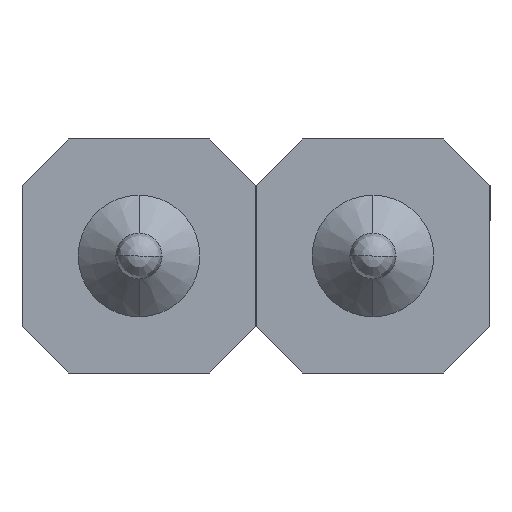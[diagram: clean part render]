
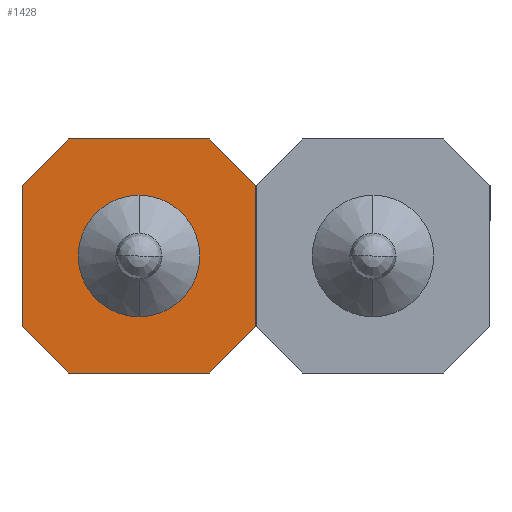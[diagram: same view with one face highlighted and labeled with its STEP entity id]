
A CAD part, front view. The second image highlights one B-rep face of the part: STEP entity #1428.
In plain terms, the highlighted planar face has unit normal (0, -1, 0).
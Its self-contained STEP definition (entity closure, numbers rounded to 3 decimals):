
#69 = EDGE_LOOP ( 'NONE', ( #1191, #1889 ) ) ;
#89 = DIRECTION ( 'NONE',  ( -0.707, 0., 0.707 ) ) ;
#142 = DIRECTION ( 'NONE',  ( 1., 0., 0. ) ) ;
#150 = VERTEX_POINT ( 'NONE', #1531 ) ;
#155 = DIRECTION ( 'NONE',  ( 1., 0., 0. ) ) ;
#162 = LINE ( 'NONE', #316, #785 ) ;
#187 = ORIENTED_EDGE ( 'NONE', *, *, #646, .F. ) ;
#203 = VERTEX_POINT ( 'NONE', #1552 ) ;
#209 = DIRECTION ( 'NONE',  ( 0., -1., 0. ) ) ;
#222 = CARTESIAN_POINT ( 'NONE',  ( 2.54, 4.4, -2.04 ) ) ;
#292 = VECTOR ( 'NONE', #155, 1000. ) ;
#294 = AXIS2_PLACEMENT_3D ( 'NONE', #1870, #519, #657 ) ;
#316 = CARTESIAN_POINT ( 'NONE',  ( 1.27, 4.4, -2.54 ) ) ;
#319 = LINE ( 'NONE', #1761, #1694 ) ;
#325 = CARTESIAN_POINT ( 'NONE',  ( 2.04, 4.4, -2.54 ) ) ;
#375 = LINE ( 'NONE', #1445, #793 ) ;
#380 = VERTEX_POINT ( 'NONE', #1778 ) ;
#387 = VERTEX_POINT ( 'NONE', #446 ) ;
#397 = VERTEX_POINT ( 'NONE', #1667 ) ;
#416 = CIRCLE ( 'NONE', #294, 0.66 ) ;
#437 = LINE ( 'NONE', #640, #292 ) ;
#443 = PLANE ( 'NONE',  #529 ) ;
#446 = CARTESIAN_POINT ( 'NONE',  ( 0., 4.4, -0.5 ) ) ;
#460 = EDGE_CURVE ( 'NONE', #380, #1602, #1951, .T. ) ;
#519 = DIRECTION ( 'NONE',  ( 0., -1., 0. ) ) ;
#529 = AXIS2_PLACEMENT_3D ( 'NONE', #584, #1805, #142 ) ;
#579 = VECTOR ( 'NONE', #643, 1000. ) ;
#584 = CARTESIAN_POINT ( 'NONE',  ( -0.051, 4.4, 0.051 ) ) ;
#621 = LINE ( 'NONE', #1231, #579 ) ;
#631 = CARTESIAN_POINT ( 'NONE',  ( 2.54, 4.4, -1.27 ) ) ;
#640 = CARTESIAN_POINT ( 'NONE',  ( 1.27, 4.4, 0. ) ) ;
#643 = DIRECTION ( 'NONE',  ( 0.707, 0., 0.707 ) ) ;
#646 = EDGE_CURVE ( 'NONE', #1602, #1185, #1661, .T. ) ;
#657 = DIRECTION ( 'NONE',  ( 0., 0., -1. ) ) ;
#716 = EDGE_LOOP ( 'NONE', ( #1862, #1731, #1210, #1194, #1318, #187, #1065, #766 ) ) ;
#724 = VECTOR ( 'NONE', #898, 1000. ) ;
#766 = ORIENTED_EDGE ( 'NONE', *, *, #1520, .F. ) ;
#785 = VECTOR ( 'NONE', #1365, 1000. ) ;
#793 = VECTOR ( 'NONE', #1750, 1000. ) ;
#800 = DIRECTION ( 'NONE',  ( 0., 0., -1. ) ) ;
#803 = EDGE_CURVE ( 'NONE', #1490, #998, #162, .T. ) ;
#808 = CARTESIAN_POINT ( 'NONE',  ( 1.27, 4.4, -1.27 ) ) ;
#842 = VECTOR ( 'NONE', #1561, 1000. ) ;
#898 = DIRECTION ( 'NONE',  ( 0.707, 0., -0.707 ) ) ;
#960 = CARTESIAN_POINT ( 'NONE',  ( 0.5, 4.4, -2.54 ) ) ;
#998 = VERTEX_POINT ( 'NONE', #960 ) ;
#1014 = EDGE_CURVE ( 'NONE', #1633, #150, #416, .T. ) ;
#1065 = ORIENTED_EDGE ( 'NONE', *, *, #460, .F. ) ;
#1081 = LINE ( 'NONE', #1837, #842 ) ;
#1185 = VERTEX_POINT ( 'NONE', #222 ) ;
#1191 = ORIENTED_EDGE ( 'NONE', *, *, #1014, .F. ) ;
#1194 = ORIENTED_EDGE ( 'NONE', *, *, #803, .F. ) ;
#1210 = ORIENTED_EDGE ( 'NONE', *, *, #1248, .F. ) ;
#1231 = CARTESIAN_POINT ( 'NONE',  ( 0.25, 4.4, -0.25 ) ) ;
#1242 = CIRCLE ( 'NONE', #1559, 0.66 ) ;
#1248 = EDGE_CURVE ( 'NONE', #998, #397, #319, .T. ) ;
#1318 = ORIENTED_EDGE ( 'NONE', *, *, #1455, .F. ) ;
#1351 = VECTOR ( 'NONE', #1864, 1000. ) ;
#1365 = DIRECTION ( 'NONE',  ( -1., 0., 0. ) ) ;
#1428 = ADVANCED_FACE ( 'NONE', ( #1815, #1482 ), #443, .F. ) ;
#1445 = CARTESIAN_POINT ( 'NONE',  ( 0., 4.4, -1.27 ) ) ;
#1455 = EDGE_CURVE ( 'NONE', #1185, #1490, #1081, .T. ) ;
#1482 = FACE_OUTER_BOUND ( 'NONE', #716, .T. ) ;
#1490 = VERTEX_POINT ( 'NONE', #325 ) ;
#1520 = EDGE_CURVE ( 'NONE', #203, #380, #437, .T. ) ;
#1531 = CARTESIAN_POINT ( 'NONE',  ( 1.27, 4.4, -0.61 ) ) ;
#1552 = CARTESIAN_POINT ( 'NONE',  ( 0.5, 4.4, 0. ) ) ;
#1559 = AXIS2_PLACEMENT_3D ( 'NONE', #808, #209, #800 ) ;
#1561 = DIRECTION ( 'NONE',  ( -0.707, 0., -0.707 ) ) ;
#1602 = VERTEX_POINT ( 'NONE', #1696 ) ;
#1633 = VERTEX_POINT ( 'NONE', #1680 ) ;
#1661 = LINE ( 'NONE', #631, #1351 ) ;
#1662 = CARTESIAN_POINT ( 'NONE',  ( 2.29, 4.4, -0.25 ) ) ;
#1667 = CARTESIAN_POINT ( 'NONE',  ( 0., 4.4, -2.04 ) ) ;
#1669 = EDGE_CURVE ( 'NONE', #387, #203, #621, .T. ) ;
#1677 = EDGE_CURVE ( 'NONE', #150, #1633, #1242, .T. ) ;
#1680 = CARTESIAN_POINT ( 'NONE',  ( 1.27, 4.4, -1.93 ) ) ;
#1694 = VECTOR ( 'NONE', #89, 1000. ) ;
#1696 = CARTESIAN_POINT ( 'NONE',  ( 2.54, 4.4, -0.5 ) ) ;
#1731 = ORIENTED_EDGE ( 'NONE', *, *, #1800, .F. ) ;
#1750 = DIRECTION ( 'NONE',  ( 0., 0., 1. ) ) ;
#1761 = CARTESIAN_POINT ( 'NONE',  ( 0.25, 4.4, -2.29 ) ) ;
#1778 = CARTESIAN_POINT ( 'NONE',  ( 2.04, 4.4, 0. ) ) ;
#1800 = EDGE_CURVE ( 'NONE', #397, #387, #375, .T. ) ;
#1805 = DIRECTION ( 'NONE',  ( 0., 1., 0. ) ) ;
#1815 = FACE_BOUND ( 'NONE', #69, .T. ) ;
#1837 = CARTESIAN_POINT ( 'NONE',  ( 2.29, 4.4, -2.29 ) ) ;
#1862 = ORIENTED_EDGE ( 'NONE', *, *, #1669, .F. ) ;
#1864 = DIRECTION ( 'NONE',  ( 0., 0., -1. ) ) ;
#1870 = CARTESIAN_POINT ( 'NONE',  ( 1.27, 4.4, -1.27 ) ) ;
#1889 = ORIENTED_EDGE ( 'NONE', *, *, #1677, .F. ) ;
#1951 = LINE ( 'NONE', #1662, #724 ) ;
